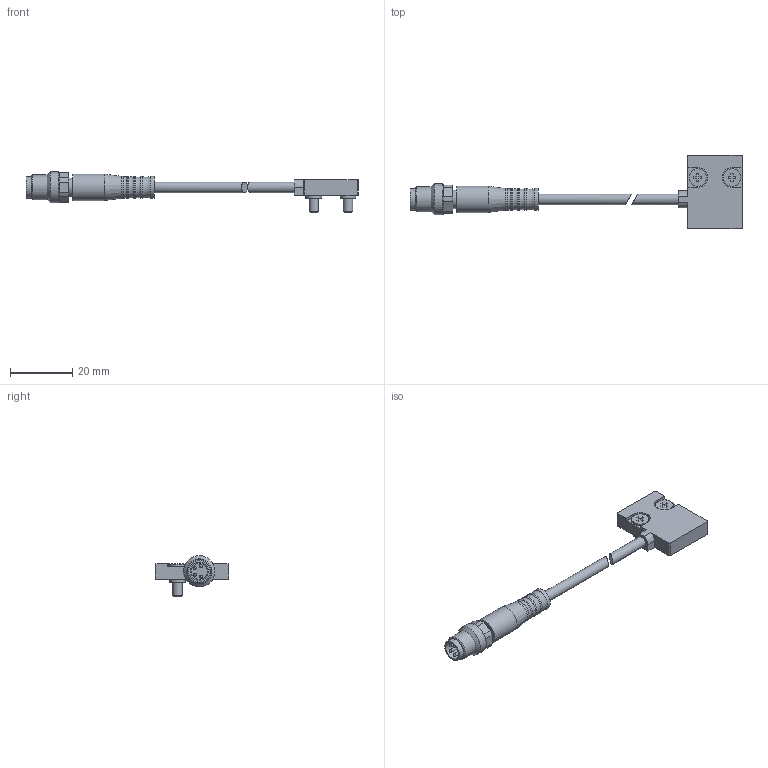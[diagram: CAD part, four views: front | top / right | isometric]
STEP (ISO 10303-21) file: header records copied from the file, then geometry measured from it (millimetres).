
FILE_DESCRIPTION(/* description */ ('STEP AP214'),/* implementation_level */ '2;1');
FILE_NAME(/* name */ '175710_SMH-S1-HGP06',/* time_stamp */ '2024-09-15T08:22:14+02:00',/* author */ ('License CC BY-ND 4.0'),/* organization */ ('CADENAS'),/* preprocessor_version */ 'ST-DEVELOPER v19.3',/* originating_system */ 'PARTsolutions',/* authorisation */ ' ');
FILE_SCHEMA (('AUTOMOTIVE_DESIGN {1 0 10303 214 3 1 1}'));
Length unit declared in the file: millimetre
Products named in the file (3): 175710 SMH-S1-HGP06---(high); 175710 SMH-S1-HGP06---(high_p); 384552 SMH-S1-0.5-M8D---(high)
Assembly tree (2 placements, depth 2):
  175710 SMH-S1-HGP06---(high)
    175710 SMH-S1-HGP06---(high_p)
    384552 SMH-S1-0.5-M8D---(high)
Bounding box: 106.5 x 23.7 x 13 mm (x, y, z)
Volume: 4516.6 mm3; surface area: 3293.1 mm2
Topology: 2 solids, 2 shells, 128 faces, 295 edges, 185 vertices
Faces by surface type: plane 68, cylinder 37, torus 13, cone 6, sphere 4
Full cylindrical faces by diameter (mm): 1 x4, 3 x2, 3.4 x2, 5 x2, 5.6 x2, 5.775 x1, 5.9 x1, 6.9 x1, 7 x5, 8 x1, 8.5 x1, 10 x1
Entity records: 3765 total; most frequent: DIRECTION 592, CARTESIAN_POINT 543, ORIENTED_EDGE 476, EDGE_CURVE 238, AXIS2_PLACEMENT_3D 223, EDGE_LOOP 188, FACE_BOUND 188, VERTEX_POINT 174
